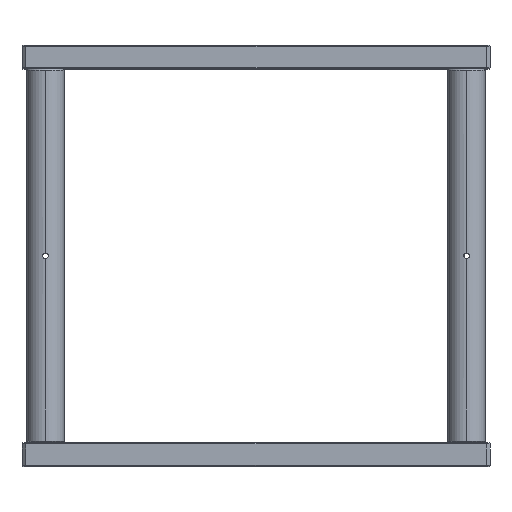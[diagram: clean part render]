
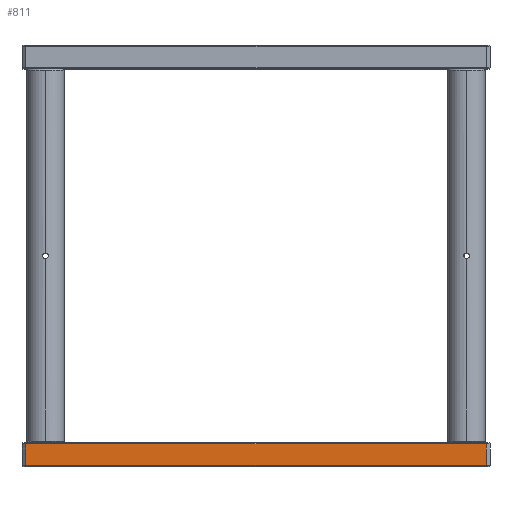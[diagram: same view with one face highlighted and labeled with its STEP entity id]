
A CAD part, top view. The second image highlights one B-rep face of the part: STEP entity #811.
In plain terms, the highlighted planar face has unit normal (0, 0, 1).
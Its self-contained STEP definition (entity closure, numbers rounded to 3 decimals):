
#811 = ADVANCED_FACE ( 'NONE', ( #15942 ), #7433, .F. ) ;
#985 = CARTESIAN_POINT ( 'NONE',  ( 90.218, -24.533, 325. ) ) ;
#1173 = VERTEX_POINT ( 'NONE', #10542 ) ;
#1175 = CARTESIAN_POINT ( 'NONE',  ( -157.782, -24.533, 325. ) ) ;
#2411 = LINE ( 'NONE', #12896, #8622 ) ;
#3614 = CARTESIAN_POINT ( 'NONE',  ( -155.782, -24.533, 325. ) ) ;
#3933 = VECTOR ( 'NONE', #14569, 1000. ) ;
#3985 = ORIENTED_EDGE ( 'NONE', *, *, #11991, .T. ) ;
#5332 = VERTEX_POINT ( 'NONE', #15856 ) ;
#5486 = DIRECTION ( 'NONE',  ( 1., 0., 0. ) ) ;
#6190 = DIRECTION ( 'NONE',  ( 0., 0., -1. ) ) ;
#6575 = ORIENTED_EDGE ( 'NONE', *, *, #15261, .T. ) ;
#6852 = LINE ( 'NONE', #985, #3933 ) ;
#7433 = PLANE ( 'NONE',  #12503 ) ;
#7812 = LINE ( 'NONE', #11573, #13605 ) ;
#8602 = VECTOR ( 'NONE', #9719, 1000. ) ;
#8622 = VECTOR ( 'NONE', #5486, 1000. ) ;
#8698 = ORIENTED_EDGE ( 'NONE', *, *, #12838, .T. ) ;
#9719 = DIRECTION ( 'NONE',  ( 0., -1., 0. ) ) ;
#9903 = ORIENTED_EDGE ( 'NONE', *, *, #11027, .T. ) ;
#10542 = CARTESIAN_POINT ( 'NONE',  ( 90.218, -25.033, 325. ) ) ;
#11027 = EDGE_CURVE ( 'NONE', #5332, #13388, #2411, .T. ) ;
#11255 = CARTESIAN_POINT ( 'NONE',  ( 90.218, -36.533, 325. ) ) ;
#11573 = CARTESIAN_POINT ( 'NONE',  ( -155.782, -25.033, 325. ) ) ;
#11991 = EDGE_CURVE ( 'NONE', #1173, #14880, #7812, .T. ) ;
#12503 = AXIS2_PLACEMENT_3D ( 'NONE', #1175, #6190, #14767 ) ;
#12647 = LINE ( 'NONE', #3614, #8602 ) ;
#12838 = EDGE_CURVE ( 'NONE', #13388, #1173, #6852, .T. ) ;
#12896 = CARTESIAN_POINT ( 'NONE',  ( -157.782, -36.533, 325. ) ) ;
#12988 = DIRECTION ( 'NONE',  ( -1., 0., 0. ) ) ;
#13388 = VERTEX_POINT ( 'NONE', #11255 ) ;
#13605 = VECTOR ( 'NONE', #12988, 1000. ) ;
#13887 = CARTESIAN_POINT ( 'NONE',  ( -155.782, -25.033, 325. ) ) ;
#14569 = DIRECTION ( 'NONE',  ( 0., 1., 0. ) ) ;
#14767 = DIRECTION ( 'NONE',  ( -1., 0., 0. ) ) ;
#14880 = VERTEX_POINT ( 'NONE', #13887 ) ;
#15086 = EDGE_LOOP ( 'NONE', ( #6575, #9903, #8698, #3985 ) ) ;
#15261 = EDGE_CURVE ( 'NONE', #14880, #5332, #12647, .T. ) ;
#15856 = CARTESIAN_POINT ( 'NONE',  ( -155.782, -36.533, 325. ) ) ;
#15942 = FACE_OUTER_BOUND ( 'NONE', #15086, .T. ) ;
